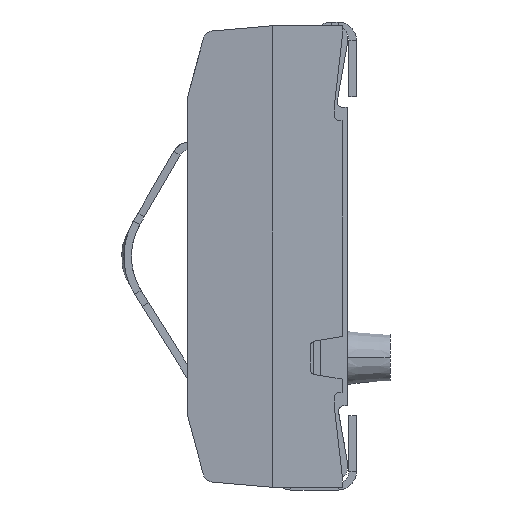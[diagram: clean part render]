
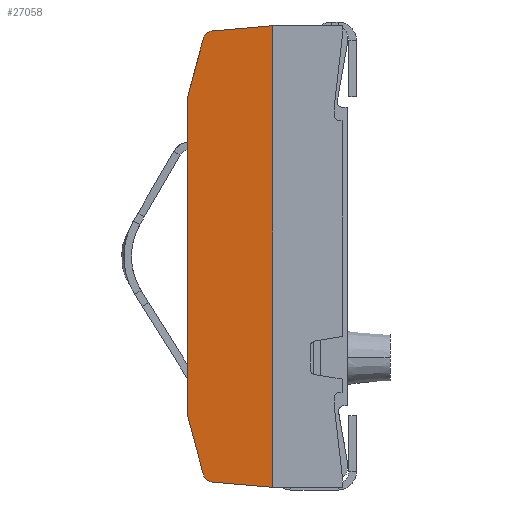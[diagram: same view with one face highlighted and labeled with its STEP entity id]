
A CAD part, left-side view. The second image highlights one B-rep face of the part: STEP entity #27058.
In plain terms, the highlighted planar face has unit normal (-0.996, 0.087, 0).
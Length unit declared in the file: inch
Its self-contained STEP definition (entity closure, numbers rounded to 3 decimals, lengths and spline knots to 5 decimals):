
#2887=DIRECTION('',(0.,0.,1.));
#2888=VECTOR('',#2887,0.298);
#2889=CARTESIAN_POINT('',(-0.22575,0.125,-0.149));
#2890=LINE('',#2889,#2888);
#5260=DIRECTION('',(0.023,0.259,0.966));
#5261=VECTOR('',#5260,0.05715);
#5262=CARTESIAN_POINT('',(-0.22704,0.11021,
-0.20419));
#5263=LINE('',#5262,#5261);
#5588=DIRECTION('',(-0.087,-0.992,-0.087));
#5589=VECTOR('',#5588,0.05685);
#5590=CARTESIAN_POINT('',(-0.22781,0.10142,
-0.21156));
#5591=LINE('',#5590,#5589);
#5609=CARTESIAN_POINT('',(-0.22704,0.11021,
-0.20419));
#5610=CARTESIAN_POINT('',(-0.2271,0.10961,
-0.20645));
#5611=CARTESIAN_POINT('',(-0.2273,0.10728,
-0.20963));
#5612=CARTESIAN_POINT('',(-0.22761,0.10375,
-0.21136));
#5613=CARTESIAN_POINT('',(-0.22781,0.10142,
-0.21156));
#5634=DIRECTION('',(0.087,0.992,-0.087));
#5635=VECTOR('',#5634,0.05685);
#5636=CARTESIAN_POINT('',(-0.23275,0.045,0.2165));
#5637=LINE('',#5636,#5635);
#5671=CARTESIAN_POINT('',(-0.22704,0.11021,
0.20419));
#5672=CARTESIAN_POINT('',(-0.2271,0.10961,
0.20645));
#5673=CARTESIAN_POINT('',(-0.2273,0.10728,
0.20963));
#5674=CARTESIAN_POINT('',(-0.22761,0.10375,
0.21136));
#5675=CARTESIAN_POINT('',(-0.22781,0.10142,
0.21156));
#6017=DIRECTION('',(-0.023,-0.259,0.966));
#6018=VECTOR('',#6017,0.05715);
#6019=CARTESIAN_POINT('',(-0.22575,0.125,0.149));
#6020=LINE('',#6019,#6018);
#6934=DIRECTION('',(0.,0.,-1.));
#6935=VECTOR('',#6934,0.433);
#6936=CARTESIAN_POINT('',(-0.23275,0.045,0.2165));
#6937=LINE('',#6936,#6935);
#22858=CARTESIAN_POINT('',(-0.23275,0.045,0.2165));
#22859=CARTESIAN_POINT('',(-0.23275,0.045,-0.2165));
#22860=VERTEX_POINT('',#22858);
#22861=VERTEX_POINT('',#22859);
#22866=CARTESIAN_POINT('',(-0.22575,0.125,-0.149));
#22867=CARTESIAN_POINT('',(-0.22575,0.125,0.149));
#22868=VERTEX_POINT('',#22866);
#22869=VERTEX_POINT('',#22867);
#22874=CARTESIAN_POINT('',(-0.22704,0.11021,
0.20419));
#22876=VERTEX_POINT('',#22874);
#22878=CARTESIAN_POINT('',(-0.22781,0.10142,
0.21156));
#22880=VERTEX_POINT('',#22878);
#22882=CARTESIAN_POINT('',(-0.22704,0.11021,
-0.20419));
#22884=VERTEX_POINT('',#22882);
#22886=CARTESIAN_POINT('',(-0.22781,0.10142,
-0.21156));
#22888=VERTEX_POINT('',#22886);
#27038=CARTESIAN_POINT('',(-0.23275,0.045,0.2598));
#27039=DIRECTION('',(0.996,-0.087,0.));
#27040=DIRECTION('',(0.087,0.996,0.));
#27041=AXIS2_PLACEMENT_3D('',#27038,#27039,#27040);
#27042=PLANE('',#27041);
#27043=ORIENTED_EDGE('',*,*,#27025,.F.);
#27045=ORIENTED_EDGE('',*,*,#27044,.F.);
#27046=ORIENTED_EDGE('',*,*,#26819,.T.);
#27047=ORIENTED_EDGE('',*,*,#24710,.T.);
#27049=ORIENTED_EDGE('',*,*,#27048,.T.);
#27051=ORIENTED_EDGE('',*,*,#27050,.T.);
#27053=ORIENTED_EDGE('',*,*,#27052,.F.);
#27055=ORIENTED_EDGE('',*,*,#27054,.T.);
#27056=EDGE_LOOP('',(#27043,#27045,#27046,#27047,#27049,#27051,#27053,#27055));
#27057=FACE_OUTER_BOUND('',#27056,.F.);
#5614=B_SPLINE_CURVE_WITH_KNOTS('',3,(#5609,#5610,#5611,#5612,#5613),
.UNSPECIFIED.,.F.,.F.,(4,1,4),(0.,0.5,1.),.UNSPECIFIED.);
#5676=B_SPLINE_CURVE_WITH_KNOTS('',3,(#5671,#5672,#5673,#5674,#5675),
.UNSPECIFIED.,.F.,.F.,(4,1,4),(0.,0.5,1.),.UNSPECIFIED.);
#24710=EDGE_CURVE('',#22868,#22869,#2890,.T.);
#26819=EDGE_CURVE('',#22884,#22868,#5263,.T.);
#27025=EDGE_CURVE('',#22888,#22861,#5591,.T.);
#27044=EDGE_CURVE('',#22884,#22888,#5614,.T.);
#27048=EDGE_CURVE('',#22869,#22876,#6020,.T.);
#27050=EDGE_CURVE('',#22876,#22880,#5676,.T.);
#27052=EDGE_CURVE('',#22860,#22880,#5637,.T.);
#27054=EDGE_CURVE('',#22860,#22861,#6937,.T.);
#27058=ADVANCED_FACE('',(#27057),#27042,.F.);
